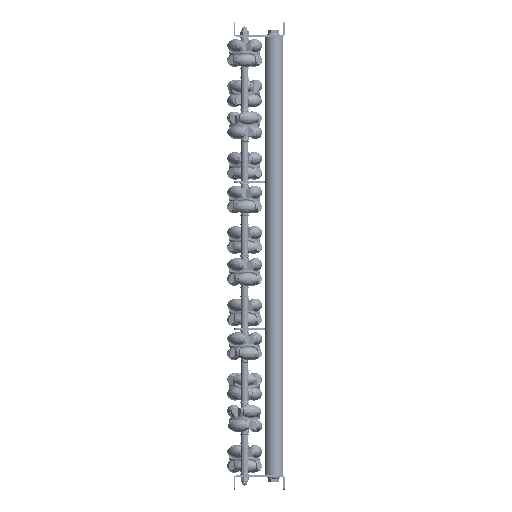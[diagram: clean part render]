
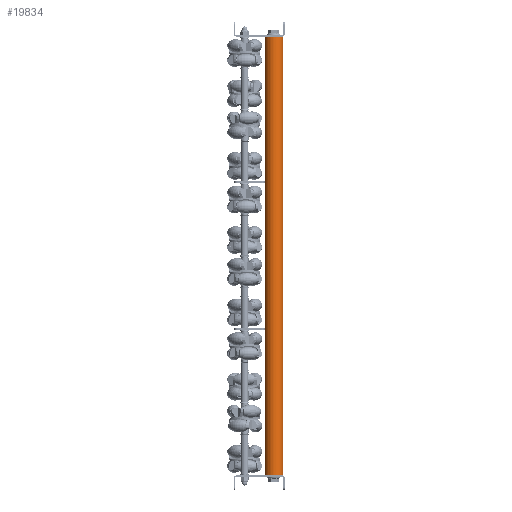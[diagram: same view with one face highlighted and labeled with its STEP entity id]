
A CAD part, left-side view. The second image highlights one B-rep face of the part: STEP entity #19834.
In plain terms, the highlighted cylindrical face has radius 12.5 mm (diameter 25 mm), a partial arc.
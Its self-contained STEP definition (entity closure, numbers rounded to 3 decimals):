
#186 = DIRECTION ( 'NONE',  ( -1., 0., 0. ) ) ;
#740 = DIRECTION ( 'NONE',  ( -1., 0., 0. ) ) ;
#845 = ORIENTED_EDGE ( 'NONE', *, *, #17763, .F. ) ;
#1265 = AXIS2_PLACEMENT_3D ( 'NONE', #12560, #18614, #22659 ) ;
#2733 = DIRECTION ( 'NONE',  ( 0., 0., 1. ) ) ;
#4300 = ORIENTED_EDGE ( 'NONE', *, *, #23746, .T. ) ;
#4567 = CARTESIAN_POINT ( 'NONE',  ( 600., 0., 0. ) ) ;
#6060 = DIRECTION ( 'NONE',  ( 0., 0., -1. ) ) ;
#7862 = CARTESIAN_POINT ( 'NONE',  ( 600., 0., 12.5 ) ) ;
#9862 = CARTESIAN_POINT ( 'NONE',  ( 599., 0., 12.5 ) ) ;
#10152 = LINE ( 'NONE', #17647, #20778 ) ;
#11848 = CIRCLE ( 'NONE', #21494, 12.5 ) ;
#12560 = CARTESIAN_POINT ( 'NONE',  ( 599., 0., 0. ) ) ;
#12989 = CIRCLE ( 'NONE', #1265, 12.5 ) ;
#13513 = CARTESIAN_POINT ( 'NONE',  ( 1., 0., -12.5 ) ) ;
#13895 = DIRECTION ( 'NONE',  ( -1., 0., 0. ) ) ;
#14223 = CARTESIAN_POINT ( 'NONE',  ( 1., 0., 12.5 ) ) ;
#14893 = VERTEX_POINT ( 'NONE', #16481 ) ;
#16481 = CARTESIAN_POINT ( 'NONE',  ( 599., 0., -12.5 ) ) ;
#17647 = CARTESIAN_POINT ( 'NONE',  ( 600., 0., -12.5 ) ) ;
#17760 = VECTOR ( 'NONE', #13895, 1000. ) ;
#17763 = EDGE_CURVE ( 'NONE', #14893, #24849, #10152, .T. ) ;
#17828 = VERTEX_POINT ( 'NONE', #14223 ) ;
#18328 = CYLINDRICAL_SURFACE ( 'NONE', #24320, 12.5 ) ;
#18614 = DIRECTION ( 'NONE',  ( -1., 0., 0. ) ) ;
#18988 = EDGE_LOOP ( 'NONE', ( #845, #21840, #4300, #23372 ) ) ;
#19549 = EDGE_CURVE ( 'NONE', #14893, #23408, #12989, .T. ) ;
#19834 = ADVANCED_FACE ( 'NONE', ( #20686 ), #18328, .T. ) ;
#19852 = DIRECTION ( 'NONE',  ( 1., 0., 0. ) ) ;
#20686 = FACE_OUTER_BOUND ( 'NONE', #18988, .T. ) ;
#20778 = VECTOR ( 'NONE', #186, 1000. ) ;
#21494 = AXIS2_PLACEMENT_3D ( 'NONE', #21924, #19852, #6060 ) ;
#21512 = LINE ( 'NONE', #7862, #17760 ) ;
#21840 = ORIENTED_EDGE ( 'NONE', *, *, #19549, .T. ) ;
#21924 = CARTESIAN_POINT ( 'NONE',  ( 1., 0., 0. ) ) ;
#22659 = DIRECTION ( 'NONE',  ( 0., 0., -1. ) ) ;
#23372 = ORIENTED_EDGE ( 'NONE', *, *, #23395, .T. ) ;
#23395 = EDGE_CURVE ( 'NONE', #17828, #24849, #11848, .T. ) ;
#23408 = VERTEX_POINT ( 'NONE', #9862 ) ;
#23746 = EDGE_CURVE ( 'NONE', #23408, #17828, #21512, .T. ) ;
#24320 = AXIS2_PLACEMENT_3D ( 'NONE', #4567, #740, #2733 ) ;
#24849 = VERTEX_POINT ( 'NONE', #13513 ) ;
